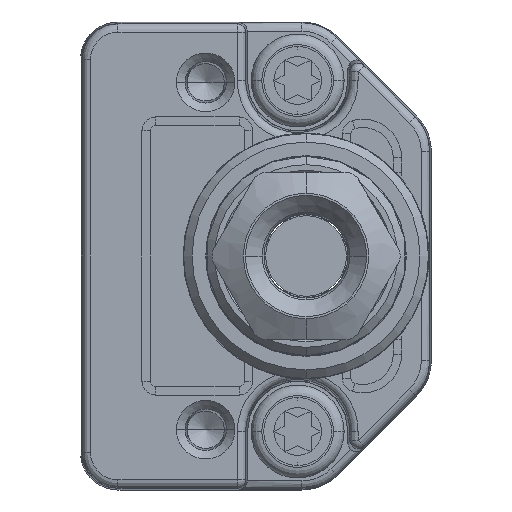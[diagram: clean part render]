
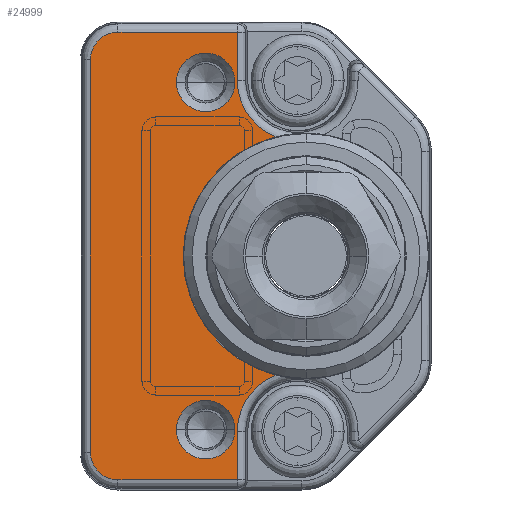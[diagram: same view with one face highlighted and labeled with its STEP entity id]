
A CAD part, left-side view. The second image highlights one B-rep face of the part: STEP entity #24999.
In plain terms, the highlighted planar face has unit normal (-1, 0, 0).
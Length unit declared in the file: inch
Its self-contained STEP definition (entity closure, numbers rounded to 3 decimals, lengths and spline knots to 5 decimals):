
#2921=DIRECTION('',(0.,0.,1.));
#2922=VECTOR('',#2921,0.11399);
#2923=CARTESIAN_POINT('',(-0.49213,0.45723,
-0.52737));
#2924=LINE('',#2923,#2922);
#2925=DIRECTION('',(0.,-1.,0.));
#2926=VECTOR('',#2925,0.28096);
#2927=CARTESIAN_POINT('',(-0.49213,0.73819,
-0.52737));
#2928=LINE('',#2927,#2926);
#2929=CARTESIAN_POINT('',(-0.49213,0.73819,
-0.4626));
#2930=DIRECTION('',(-1.,0.,0.));
#2931=DIRECTION('',(0.,1.,0.));
#2932=AXIS2_PLACEMENT_3D('',#2929,#2930,#2931);
#2934=DIRECTION('',(0.,0.,-1.));
#2935=VECTOR('',#2934,0.9252);
#2936=CARTESIAN_POINT('',(-0.49213,0.80296,
0.4626));
#2937=LINE('',#2936,#2935);
#2938=CARTESIAN_POINT('',(-0.49213,0.73819,
0.4626));
#2939=DIRECTION('',(-1.,0.,0.));
#2940=DIRECTION('',(0.,0.,1.));
#2941=AXIS2_PLACEMENT_3D('',#2938,#2939,#2940);
#2943=DIRECTION('',(0.,1.,0.));
#2944=VECTOR('',#2943,0.28096);
#2945=CARTESIAN_POINT('',(-0.49213,0.45723,
0.52737));
#2946=LINE('',#2945,#2944);
#2947=DIRECTION('',(0.,0.,1.));
#2948=VECTOR('',#2947,0.11399);
#2949=CARTESIAN_POINT('',(-0.49213,0.45723,
0.41339));
#2950=LINE('',#2949,#2948);
#2951=CARTESIAN_POINT('',(-0.49213,0.31496,
0.41339));
#2952=DIRECTION('',(1.,0.,0.));
#2953=DIRECTION('',(0.,0.359,-0.933));
#2954=AXIS2_PLACEMENT_3D('',#2951,#2952,#2953);
#2956=CARTESIAN_POINT('',(-0.49213,0.29528,0.));
#2957=DIRECTION('',(-1.,0.,0.));
#2958=DIRECTION('',(0.,0.244,0.97));
#2959=AXIS2_PLACEMENT_3D('',#2956,#2957,#2958);
#2961=CARTESIAN_POINT('',(-0.49213,0.31496,
-0.41339));
#2962=DIRECTION('',(1.,0.,0.));
#2963=DIRECTION('',(0.,1.,0.));
#2964=AXIS2_PLACEMENT_3D('',#2961,#2962,#2963);
#2966=CARTESIAN_POINT('',(-0.49213,0.5315,
-0.40915));
#2967=DIRECTION('',(1.,0.,0.));
#2968=DIRECTION('',(0.,-1.,0.));
#2969=AXIS2_PLACEMENT_3D('',#2966,#2967,#2968);
#2971=CARTESIAN_POINT('',(-0.49213,0.5315,
-0.40915));
#2972=DIRECTION('',(1.,0.,0.));
#2973=DIRECTION('',(0.,1.,0.));
#2974=AXIS2_PLACEMENT_3D('',#2971,#2972,#2973);
#2976=CARTESIAN_POINT('',(-0.49213,0.5315,
0.40915));
#2977=DIRECTION('',(1.,0.,0.));
#2978=DIRECTION('',(0.,-1.,0.));
#2979=AXIS2_PLACEMENT_3D('',#2976,#2977,#2978);
#2981=CARTESIAN_POINT('',(-0.49213,0.5315,
0.40915));
#2982=DIRECTION('',(1.,0.,0.));
#2983=DIRECTION('',(0.,1.,0.));
#2984=AXIS2_PLACEMENT_3D('',#2981,#2982,#2983);
#18948=CARTESIAN_POINT('',(-0.49213,0.80296,
-0.4626));
#18949=CARTESIAN_POINT('',(-0.49213,0.73819,
-0.52737));
#18950=VERTEX_POINT('',#18948);
#18951=VERTEX_POINT('',#18949);
#18956=CARTESIAN_POINT('',(-0.49213,0.80296,
0.4626));
#18957=VERTEX_POINT('',#18956);
#18960=CARTESIAN_POINT('',(-0.49213,0.73819,
0.52737));
#18961=VERTEX_POINT('',#18960);
#18988=CARTESIAN_POINT('',(-0.49213,0.45723,
-0.52737));
#18989=CARTESIAN_POINT('',(-0.49213,0.45723,
-0.41339));
#18990=VERTEX_POINT('',#18988);
#18991=VERTEX_POINT('',#18989);
#19013=CARTESIAN_POINT('',(-0.49213,0.366,
-0.28059));
#19014=VERTEX_POINT('',#19013);
#19029=CARTESIAN_POINT('',(-0.49213,0.45723,
0.41339));
#19030=CARTESIAN_POINT('',(-0.49213,0.45723,
0.52737));
#19031=VERTEX_POINT('',#19029);
#19032=VERTEX_POINT('',#19030);
#19053=CARTESIAN_POINT('',(-0.49213,0.366,
0.28059));
#19054=VERTEX_POINT('',#19053);
#19097=CARTESIAN_POINT('',(-0.49213,0.4626,
-0.40915));
#19098=CARTESIAN_POINT('',(-0.49213,0.60039,
-0.40915));
#19099=VERTEX_POINT('',#19097);
#19100=VERTEX_POINT('',#19098);
#19105=CARTESIAN_POINT('',(-0.49213,0.4626,
0.40915));
#19106=CARTESIAN_POINT('',(-0.49213,0.60039,
0.40915));
#19107=VERTEX_POINT('',#19105);
#19108=VERTEX_POINT('',#19106);
#24962=CARTESIAN_POINT('',(-0.49213,0.,0.));
#24963=DIRECTION('',(-1.,0.,0.));
#24964=DIRECTION('',(0.,0.,1.));
#24965=AXIS2_PLACEMENT_3D('',#24962,#24963,#24964);
#24966=PLANE('',#24965);
#24967=ORIENTED_EDGE('',*,*,#24952,.F.);
#24968=ORIENTED_EDGE('',*,*,#24929,.F.);
#24970=ORIENTED_EDGE('',*,*,#24969,.F.);
#24972=ORIENTED_EDGE('',*,*,#24971,.F.);
#24974=ORIENTED_EDGE('',*,*,#24973,.F.);
#24976=ORIENTED_EDGE('',*,*,#24975,.F.);
#24978=ORIENTED_EDGE('',*,*,#24977,.F.);
#24980=ORIENTED_EDGE('',*,*,#24979,.F.);
#24982=ORIENTED_EDGE('',*,*,#24981,.T.);
#24984=ORIENTED_EDGE('',*,*,#24983,.F.);
#24985=EDGE_LOOP('',(#24967,#24968,#24970,#24972,#24974,#24976,#24978,#24980,
#24982,#24984));
#24986=FACE_OUTER_BOUND('',#24985,.F.);
#24988=ORIENTED_EDGE('',*,*,#24987,.F.);
#24990=ORIENTED_EDGE('',*,*,#24989,.F.);
#24991=EDGE_LOOP('',(#24988,#24990));
#24992=FACE_BOUND('',#24991,.F.);
#24994=ORIENTED_EDGE('',*,*,#24993,.F.);
#24996=ORIENTED_EDGE('',*,*,#24995,.F.);
#24997=EDGE_LOOP('',(#24994,#24996));
#24998=FACE_BOUND('',#24997,.F.);
#24999=ADVANCED_FACE('',(#24986,#24992,#24998),#24966,.T.);
#2933=CIRCLE('',#2932,0.06477);
#2942=CIRCLE('',#2941,0.06477);
#2955=CIRCLE('',#2954,0.14227);
#2960=CIRCLE('',#2959,0.28937);
#2965=CIRCLE('',#2964,0.14227);
#2970=CIRCLE('',#2969,0.0689);
#2975=CIRCLE('',#2974,0.0689);
#2980=CIRCLE('',#2979,0.0689);
#2985=CIRCLE('',#2984,0.0689);
#24929=EDGE_CURVE('',#18951,#18990,#2928,.T.);
#24952=EDGE_CURVE('',#18990,#18991,#2924,.T.);
#24969=EDGE_CURVE('',#18950,#18951,#2933,.T.);
#24971=EDGE_CURVE('',#18957,#18950,#2937,.T.);
#24973=EDGE_CURVE('',#18961,#18957,#2942,.T.);
#24975=EDGE_CURVE('',#19032,#18961,#2946,.T.);
#24977=EDGE_CURVE('',#19031,#19032,#2950,.T.);
#24979=EDGE_CURVE('',#19054,#19031,#2955,.T.);
#24981=EDGE_CURVE('',#19054,#19014,#2960,.T.);
#24983=EDGE_CURVE('',#18991,#19014,#2965,.T.);
#24987=EDGE_CURVE('',#19099,#19100,#2970,.T.);
#24989=EDGE_CURVE('',#19100,#19099,#2975,.T.);
#24993=EDGE_CURVE('',#19107,#19108,#2980,.T.);
#24995=EDGE_CURVE('',#19108,#19107,#2985,.T.);
